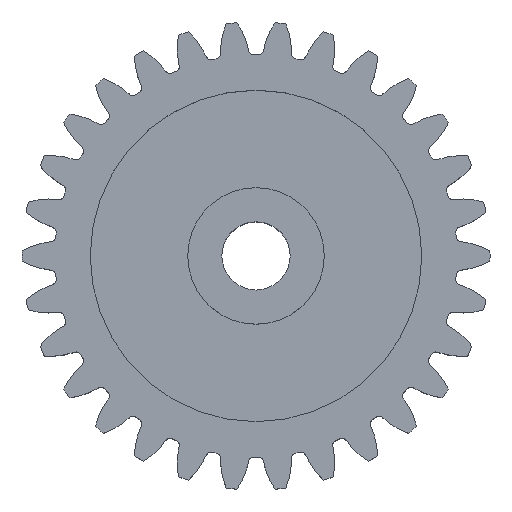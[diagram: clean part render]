
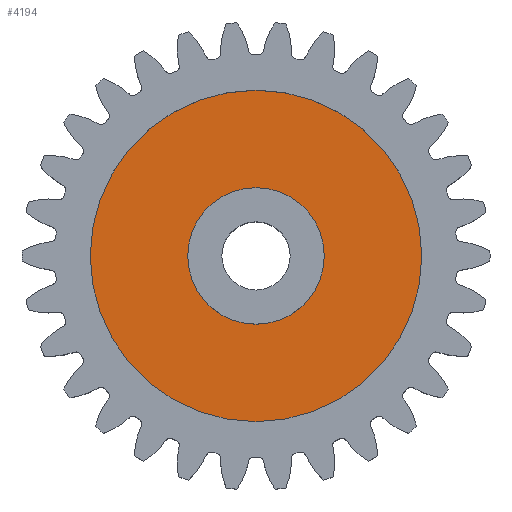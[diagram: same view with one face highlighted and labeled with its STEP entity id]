
A CAD part, top view. The second image highlights one B-rep face of the part: STEP entity #4194.
In plain terms, the highlighted planar face has unit normal (0, 0, 1).
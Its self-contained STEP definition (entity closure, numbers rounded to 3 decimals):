
#1246 = DIRECTION ( 'NONE',  ( -1., 0., 0. ) ) ;
#1247 = DIRECTION ( 'NONE',  ( 0., 0., -1. ) ) ;
#1248 = CARTESIAN_POINT ( 'NONE',  ( 0., 0., 13.5 ) ) ;
#1249 = AXIS2_PLACEMENT_3D ( 'NONE', #1248, #1247, #1246 ) ;
#1250 = CIRCLE ( 'NONE', #1249, 14. ) ;
#1264 = DIRECTION ( 'NONE',  ( -1., 0., 0. ) ) ;
#1265 = DIRECTION ( 'NONE',  ( 0., 0., -1. ) ) ;
#1269 = DIRECTION ( 'NONE',  ( -1., 0., 0. ) ) ;
#1270 = DIRECTION ( 'NONE',  ( 0., 0., -1. ) ) ;
#1271 = CARTESIAN_POINT ( 'NONE',  ( 0., 0., 13.5 ) ) ;
#1272 = AXIS2_PLACEMENT_3D ( 'NONE', #1271, #1270, #1269 ) ;
#1273 = FACE_OUTER_BOUND ( 'NONE', #4197, .T. ) ;
#1275 = PLANE ( 'NONE',  #1284 ) ;
#1282 = CIRCLE ( 'NONE', #1272, 34. ) ;
#1284 = AXIS2_PLACEMENT_3D ( 'NONE', #1287, #1265, #1264 ) ;
#1287 = CARTESIAN_POINT ( 'NONE',  ( 0., 0., 13.5 ) ) ;
#1288 = FACE_BOUND ( 'NONE', #4191, .T. ) ;
#1803 = VERTEX_POINT ( 'NONE', #4793 ) ;
#1809 = EDGE_CURVE ( 'NONE', #2100, #1803, #4767, .T. ) ;
#1998 = VERTEX_POINT ( 'NONE', #5059 ) ;
#1999 = EDGE_CURVE ( 'NONE', #1998, #2000, #5032, .T. ) ;
#2000 = VERTEX_POINT ( 'NONE', #5051 ) ;
#2100 = VERTEX_POINT ( 'NONE', #5229 ) ;
#4131 = EDGE_CURVE ( 'NONE', #2000, #1998, #1250, .T. ) ;
#4133 = ORIENTED_EDGE ( 'NONE', *, *, #1809, .F. ) ;
#4144 = ORIENTED_EDGE ( 'NONE', *, *, #1999, .T. ) ;
#4191 = EDGE_LOOP ( 'NONE', ( #4144, #4196 ) ) ;
#4192 = EDGE_CURVE ( 'NONE', #1803, #2100, #1282, .T. ) ;
#4194 = ADVANCED_FACE ( 'NONE', ( #1288, #1273 ), #1275, .F. ) ;
#4196 = ORIENTED_EDGE ( 'NONE', *, *, #4131, .T. ) ;
#4197 = EDGE_LOOP ( 'NONE', ( #4198, #4133 ) ) ;
#4198 = ORIENTED_EDGE ( 'NONE', *, *, #4192, .F. ) ;
#4764 = CARTESIAN_POINT ( 'NONE',  ( 0., 0., 13.5 ) ) ;
#4767 = CIRCLE ( 'NONE', #4791, 34. ) ;
#4791 = AXIS2_PLACEMENT_3D ( 'NONE', #4764, #4818, #4817 ) ;
#4793 = CARTESIAN_POINT ( 'NONE',  ( -34., 0., 13.5 ) ) ;
#4817 = DIRECTION ( 'NONE',  ( -1., 0., 0. ) ) ;
#4818 = DIRECTION ( 'NONE',  ( 0., 0., -1. ) ) ;
#5032 = CIRCLE ( 'NONE', #5054, 14. ) ;
#5048 = DIRECTION ( 'NONE',  ( -1., 0., 0. ) ) ;
#5049 = DIRECTION ( 'NONE',  ( 0., 0., -1. ) ) ;
#5050 = CARTESIAN_POINT ( 'NONE',  ( 0., 0., 13.5 ) ) ;
#5051 = CARTESIAN_POINT ( 'NONE',  ( 14., 0., 13.5 ) ) ;
#5054 = AXIS2_PLACEMENT_3D ( 'NONE', #5050, #5049, #5048 ) ;
#5059 = CARTESIAN_POINT ( 'NONE',  ( -14., 0., 13.5 ) ) ;
#5229 = CARTESIAN_POINT ( 'NONE',  ( 34., 0., 13.5 ) ) ;
